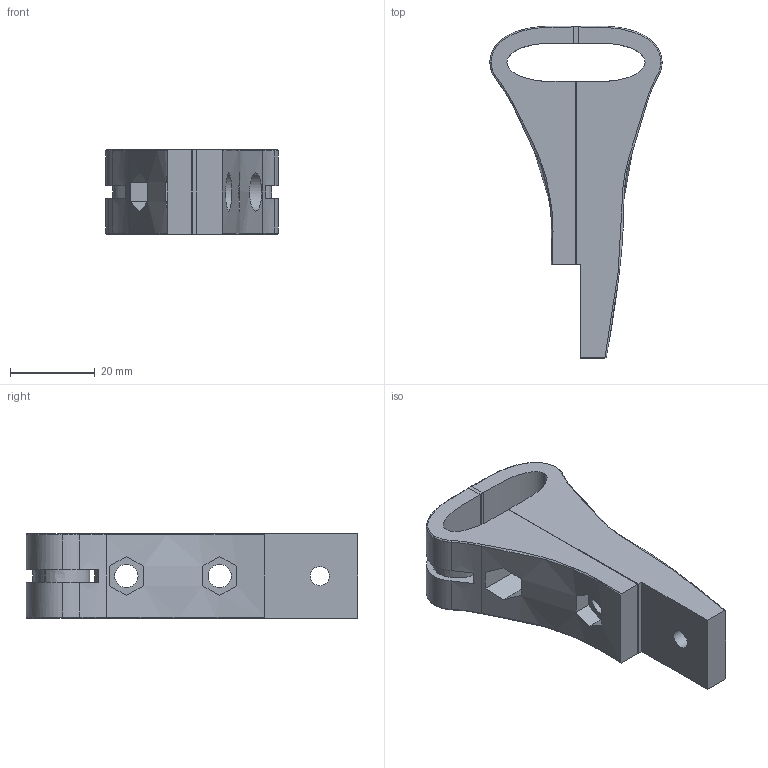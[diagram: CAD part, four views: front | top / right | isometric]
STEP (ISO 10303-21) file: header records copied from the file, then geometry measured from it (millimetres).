
FILE_DESCRIPTION(/* description */ (''),/* implementation_level */ '2;1');
FILE_NAME(/* name */ 'Kühlschrank Griff v2_v3.step',/* time_stamp */ '2020-09-19T14:43:50+02:00',/* author */ (''),/* organization */ (''),/* preprocessor_version */ 'ST-DEVELOPER v18.1',/* originating_system */ 'Autodesk Translation Framework v9.3.0.1241',/* authorisation */ '');
FILE_SCHEMA (('AUTOMOTIVE_DESIGN { 1 0 10303 214 3 1 1 }'));
Length unit declared in the file: millimetre
Products named in the file (1): Kühlschrank Griff v2
Bounding box: 40.6 x 78.26 x 20 mm (x, y, z)
Volume: 24126.5 mm3; surface area: 11696.5 mm2
Topology: 2 solids, 2 shells, 91 faces, 247 edges, 163 vertices
Faces by surface type: bspline 50, plane 33, cylinder 8
Full cylindrical faces by diameter (mm): 4.5 x1, 5.5 x4, 9 x3
Entity records: 6632 total; most frequent: CARTESIAN_POINT 4717, ORIENTED_EDGE 494, EDGE_CURVE 247, DIRECTION 208, VERTEX_POINT 163, B_SPLINE_CURVE_WITH_KNOTS 134, EDGE_LOOP 108, FACE_OUTER_BOUND 91
